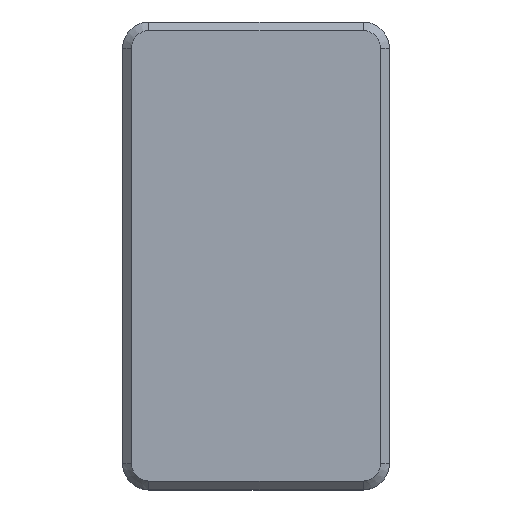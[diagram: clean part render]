
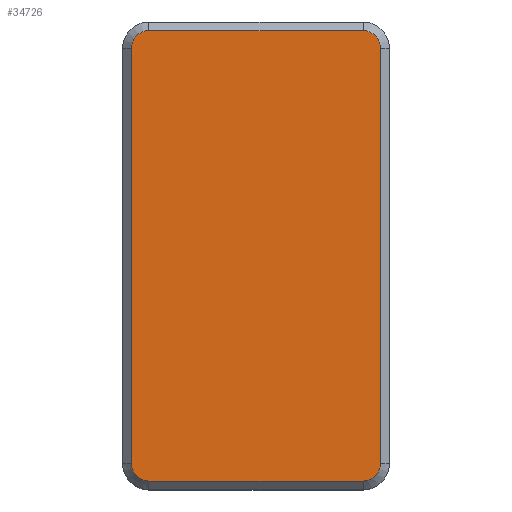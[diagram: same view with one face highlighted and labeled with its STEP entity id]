
A CAD part, top view. The second image highlights one B-rep face of the part: STEP entity #34726.
In plain terms, the highlighted planar face has unit normal (0, 0, 1).
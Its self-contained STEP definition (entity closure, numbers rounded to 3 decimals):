
#1966=CIRCLE('',#37887,2.);
#1968=CIRCLE('',#37891,2.);
#1970=CIRCLE('',#37895,2.);
#1972=CIRCLE('',#37899,2.);
#4316=FACE_OUTER_BOUND('',#6272,.T.);
#6272=EDGE_LOOP('',(#31381,#31382,#31383,#31384,#31385,#31386,#31387,#31388));
#9917=LINE('',#58948,#13631);
#9922=LINE('',#58962,#13636);
#9926=LINE('',#58974,#13640);
#9930=LINE('',#58986,#13644);
#13631=VECTOR('',#47405,10.);
#13636=VECTOR('',#47418,10.);
#13640=VECTOR('',#47430,10.);
#13644=VECTOR('',#47442,10.);
#16838=VERTEX_POINT('',#58945);
#16839=VERTEX_POINT('',#58947);
#16842=VERTEX_POINT('',#58955);
#16844=VERTEX_POINT('',#58960);
#16846=VERTEX_POINT('',#58967);
#16848=VERTEX_POINT('',#58972);
#16850=VERTEX_POINT('',#58979);
#16852=VERTEX_POINT('',#58984);
#21682=EDGE_CURVE('',#16838,#16839,#9917,.T.);
#21687=EDGE_CURVE('',#16842,#16838,#1966,.T.);
#21689=EDGE_CURVE('',#16844,#16842,#9922,.T.);
#21693=EDGE_CURVE('',#16846,#16844,#1968,.T.);
#21695=EDGE_CURVE('',#16848,#16846,#9926,.T.);
#21699=EDGE_CURVE('',#16850,#16848,#1970,.T.);
#21701=EDGE_CURVE('',#16852,#16850,#9930,.T.);
#21704=EDGE_CURVE('',#16839,#16852,#1972,.T.);
#31381=ORIENTED_EDGE('',*,*,#21682,.F.);
#31382=ORIENTED_EDGE('',*,*,#21687,.F.);
#31383=ORIENTED_EDGE('',*,*,#21689,.F.);
#31384=ORIENTED_EDGE('',*,*,#21693,.F.);
#31385=ORIENTED_EDGE('',*,*,#21695,.F.);
#31386=ORIENTED_EDGE('',*,*,#21699,.F.);
#31387=ORIENTED_EDGE('',*,*,#21701,.F.);
#31388=ORIENTED_EDGE('',*,*,#21704,.F.);
#32900=PLANE('',#37910);
#34726=ADVANCED_FACE('',(#4316),#32900,.T.);
#37887=AXIS2_PLACEMENT_3D('',#58957,#47413,#47414);
#37891=AXIS2_PLACEMENT_3D('',#58969,#47425,#47426);
#37895=AXIS2_PLACEMENT_3D('',#58981,#47437,#47438);
#37899=AXIS2_PLACEMENT_3D('',#58990,#47448,#47449);
#37910=AXIS2_PLACEMENT_3D('',#59033,#47485,#47486);
#47405=DIRECTION('',(-1.,0.,0.));
#47413=DIRECTION('center_axis',(0.,0.,-1.));
#47414=DIRECTION('ref_axis',(0.707,-0.707,0.));
#47418=DIRECTION('',(0.,-1.,0.));
#47425=DIRECTION('center_axis',(0.,0.,-1.));
#47426=DIRECTION('ref_axis',(0.707,0.707,0.));
#47430=DIRECTION('',(1.,0.,0.));
#47437=DIRECTION('center_axis',(0.,0.,-1.));
#47438=DIRECTION('ref_axis',(-0.707,0.707,0.));
#47442=DIRECTION('',(0.,1.,0.));
#47448=DIRECTION('center_axis',(0.,0.,-1.));
#47449=DIRECTION('ref_axis',(-0.707,-0.707,0.));
#47485=DIRECTION('center_axis',(0.,0.,1.));
#47486=DIRECTION('ref_axis',(1.,0.,0.));
#58945=CARTESIAN_POINT('',(-14.501,2.479,12.));
#58947=CARTESIAN_POINT('',(-39.001,2.479,12.));
#58948=CARTESIAN_POINT('',(-34.376,2.479,12.));
#58955=CARTESIAN_POINT('',(-12.501,4.479,12.));
#58957=CARTESIAN_POINT('Origin',(-14.501,4.479,12.));
#58960=CARTESIAN_POINT('',(-12.501,51.979,12.));
#58962=CARTESIAN_POINT('',(-12.501,14.854,12.));
#58967=CARTESIAN_POINT('',(-14.501,53.979,12.));
#58969=CARTESIAN_POINT('Origin',(-14.501,51.979,12.));
#58972=CARTESIAN_POINT('',(-39.001,53.979,12.));
#58974=CARTESIAN_POINT('',(-19.126,53.979,12.));
#58979=CARTESIAN_POINT('',(-41.001,51.979,12.));
#58981=CARTESIAN_POINT('Origin',(-39.001,51.979,12.));
#58984=CARTESIAN_POINT('',(-41.001,4.479,12.));
#58986=CARTESIAN_POINT('',(-41.001,41.604,12.));
#58990=CARTESIAN_POINT('Origin',(-39.001,4.479,12.));
#59033=CARTESIAN_POINT('Origin',(-26.751,28.229,12.));
